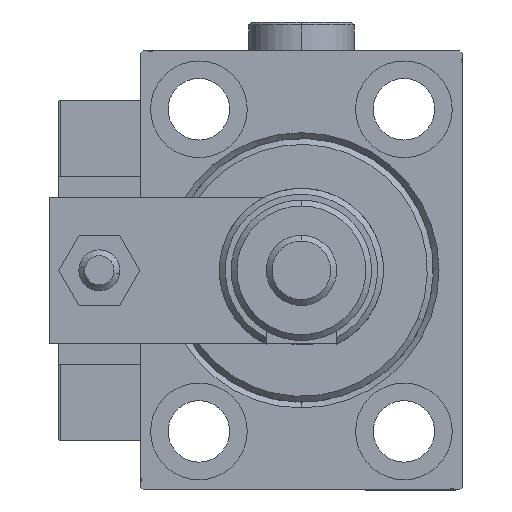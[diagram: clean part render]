
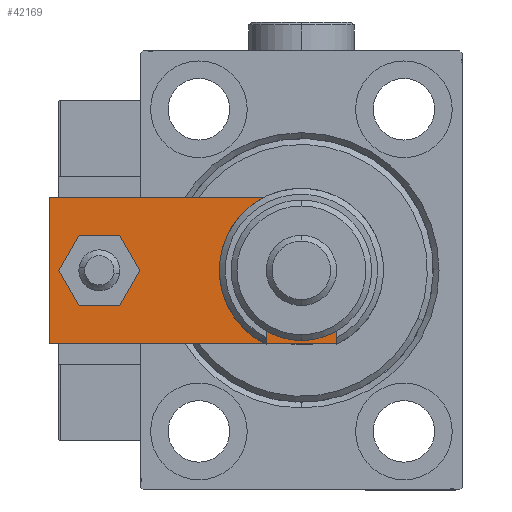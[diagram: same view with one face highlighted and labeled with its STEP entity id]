
A CAD part, left-side view. The second image highlights one B-rep face of the part: STEP entity #42169.
In plain terms, the highlighted face is planar.
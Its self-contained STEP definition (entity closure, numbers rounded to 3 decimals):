
#638 = EDGE_LOOP ( 'NONE', ( #42552, #31524 ) ) ;
#934 = CIRCLE ( 'NONE', #38677, 4. ) ;
#1282 = VECTOR ( 'NONE', #41741, 1000. ) ;
#1944 = DIRECTION ( 'NONE',  ( 0., 0., 1. ) ) ;
#2538 = CIRCLE ( 'NONE', #18360, 8.25 ) ;
#2991 = CARTESIAN_POINT ( 'NONE',  ( -12.5, 5.66, 6. ) ) ;
#3399 = DIRECTION ( 'NONE',  ( 1., 0., 0. ) ) ;
#5491 = ORIENTED_EDGE ( 'NONE', *, *, #37537, .F. ) ;
#5728 = CARTESIAN_POINT ( 'NONE',  ( -12.5, 55., 6. ) ) ;
#6040 = CIRCLE ( 'NONE', #37766, 4. ) ;
#6379 = CARTESIAN_POINT ( 'NONE',  ( 12.5, 0., 6. ) ) ;
#7678 = EDGE_CURVE ( 'NONE', #10388, #22363, #52995, .T. ) ;
#8196 = EDGE_CURVE ( 'NONE', #22363, #29907, #31900, .T. ) ;
#9805 = CARTESIAN_POINT ( 'NONE',  ( 0., 12., 6. ) ) ;
#10033 = CARTESIAN_POINT ( 'NONE',  ( 0., 0., 6. ) ) ;
#10143 = CARTESIAN_POINT ( 'NONE',  ( 6.84, 0., 6. ) ) ;
#10388 = VERTEX_POINT ( 'NONE', #30825 ) ;
#10858 = FACE_BOUND ( 'NONE', #44034, .T. ) ;
#11933 = CARTESIAN_POINT ( 'NONE',  ( 0., 46.5, 6. ) ) ;
#12293 = VECTOR ( 'NONE', #52751, 1000. ) ;
#12434 = CARTESIAN_POINT ( 'NONE',  ( -6.84, 0., 6. ) ) ;
#12904 = CARTESIAN_POINT ( 'NONE',  ( -3.42, -3.42, 6. ) ) ;
#13187 = AXIS2_PLACEMENT_3D ( 'NONE', #10033, #48755, #43268 ) ;
#13435 = EDGE_CURVE ( 'NONE', #29907, #35611, #32953, .T. ) ;
#14016 = EDGE_CURVE ( 'NONE', #20481, #48525, #37777, .T. ) ;
#14374 = DIRECTION ( 'NONE',  ( 0., 1., 0. ) ) ;
#14952 = VECTOR ( 'NONE', #14374, 1000. ) ;
#15907 = CARTESIAN_POINT ( 'NONE',  ( -4., 46.5, 6. ) ) ;
#16904 = ORIENTED_EDGE ( 'NONE', *, *, #14016, .T. ) ;
#17374 = ORIENTED_EDGE ( 'NONE', *, *, #13435, .T. ) ;
#18360 = AXIS2_PLACEMENT_3D ( 'NONE', #9805, #22441, #43045 ) ;
#18836 = FACE_BOUND ( 'NONE', #638, .T. ) ;
#19248 = CIRCLE ( 'NONE', #44640, 8.25 ) ;
#19410 = VERTEX_POINT ( 'NONE', #32423 ) ;
#19904 = DIRECTION ( 'NONE',  ( 0., 0., 1. ) ) ;
#20291 = DIRECTION ( 'NONE',  ( 0., 0., 1. ) ) ;
#20481 = VERTEX_POINT ( 'NONE', #10143 ) ;
#20730 = EDGE_CURVE ( 'NONE', #19410, #50190, #19248, .T. ) ;
#21291 = DIRECTION ( 'NONE',  ( 0.707, 0.707, 0. ) ) ;
#22363 = VERTEX_POINT ( 'NONE', #5728 ) ;
#22441 = DIRECTION ( 'NONE',  ( 0., 0., 1. ) ) ;
#22535 = VERTEX_POINT ( 'NONE', #15907 ) ;
#23961 = EDGE_CURVE ( 'NONE', #22535, #36788, #6040, .T. ) ;
#25077 = ORIENTED_EDGE ( 'NONE', *, *, #7678, .T. ) ;
#26446 = LINE ( 'NONE', #6379, #14952 ) ;
#28638 = EDGE_LOOP ( 'NONE', ( #34198, #17374, #32603, #16904, #54208, #25077 ) ) ;
#29521 = DIRECTION ( 'NONE',  ( 1., 0., 0. ) ) ;
#29907 = VERTEX_POINT ( 'NONE', #2991 ) ;
#30825 = CARTESIAN_POINT ( 'NONE',  ( 12.5, 55., 6. ) ) ;
#31524 = ORIENTED_EDGE ( 'NONE', *, *, #40473, .F. ) ;
#31900 = LINE ( 'NONE', #44260, #43298 ) ;
#31916 = CARTESIAN_POINT ( 'NONE',  ( 8.25, 12., 6. ) ) ;
#32094 = CARTESIAN_POINT ( 'NONE',  ( 4., 46.5, 6. ) ) ;
#32423 = CARTESIAN_POINT ( 'NONE',  ( -8.25, 12., 6. ) ) ;
#32434 = ORIENTED_EDGE ( 'NONE', *, *, #23961, .F. ) ;
#32603 = ORIENTED_EDGE ( 'NONE', *, *, #41682, .T. ) ;
#32953 = LINE ( 'NONE', #12904, #1282 ) ;
#34198 = ORIENTED_EDGE ( 'NONE', *, *, #8196, .T. ) ;
#35611 = VERTEX_POINT ( 'NONE', #12434 ) ;
#36788 = VERTEX_POINT ( 'NONE', #32094 ) ;
#37537 = EDGE_CURVE ( 'NONE', #36788, #22535, #934, .T. ) ;
#37766 = AXIS2_PLACEMENT_3D ( 'NONE', #11933, #19904, #3399 ) ;
#37777 = LINE ( 'NONE', #53988, #39891 ) ;
#38677 = AXIS2_PLACEMENT_3D ( 'NONE', #42164, #1944, #29521 ) ;
#39891 = VECTOR ( 'NONE', #21291, 1000. ) ;
#39966 = PLANE ( 'NONE',  #13187 ) ;
#40104 = CARTESIAN_POINT ( 'NONE',  ( -12.5, 0., 6. ) ) ;
#40473 = EDGE_CURVE ( 'NONE', #50190, #19410, #2538, .T. ) ;
#41548 = VECTOR ( 'NONE', #44731, 1000. ) ;
#41682 = EDGE_CURVE ( 'NONE', #35611, #20481, #51455, .T. ) ;
#41741 = DIRECTION ( 'NONE',  ( 0.707, -0.707, 0. ) ) ;
#42164 = CARTESIAN_POINT ( 'NONE',  ( 0., 46.5, 6. ) ) ;
#42169 = ADVANCED_FACE ( 'NONE', ( #10858, #48480, #18836 ), #39966, .T. ) ;
#42552 = ORIENTED_EDGE ( 'NONE', *, *, #20730, .F. ) ;
#42668 = EDGE_CURVE ( 'NONE', #48525, #10388, #26446, .T. ) ;
#43045 = DIRECTION ( 'NONE',  ( 1., 0., 0. ) ) ;
#43268 = DIRECTION ( 'NONE',  ( 1., 0., 0. ) ) ;
#43298 = VECTOR ( 'NONE', #43705, 1000. ) ;
#43705 = DIRECTION ( 'NONE',  ( 0., -1., 0. ) ) ;
#44034 = EDGE_LOOP ( 'NONE', ( #32434, #5491 ) ) ;
#44128 = CARTESIAN_POINT ( 'NONE',  ( 12.5, 5.66, 6. ) ) ;
#44260 = CARTESIAN_POINT ( 'NONE',  ( -12.5, 55., 6. ) ) ;
#44640 = AXIS2_PLACEMENT_3D ( 'NONE', #54080, #20291, #49677 ) ;
#44731 = DIRECTION ( 'NONE',  ( -1., 0., 0. ) ) ;
#48480 = FACE_OUTER_BOUND ( 'NONE', #28638, .T. ) ;
#48525 = VERTEX_POINT ( 'NONE', #44128 ) ;
#48755 = DIRECTION ( 'NONE',  ( 0., 0., 1. ) ) ;
#48859 = CARTESIAN_POINT ( 'NONE',  ( 12.5, 55., 6. ) ) ;
#49677 = DIRECTION ( 'NONE',  ( 1., 0., 0. ) ) ;
#50190 = VERTEX_POINT ( 'NONE', #31916 ) ;
#51455 = LINE ( 'NONE', #40104, #12293 ) ;
#52751 = DIRECTION ( 'NONE',  ( 1., 0., 0. ) ) ;
#52995 = LINE ( 'NONE', #48859, #41548 ) ;
#53988 = CARTESIAN_POINT ( 'NONE',  ( 3.42, -3.42, 6. ) ) ;
#54080 = CARTESIAN_POINT ( 'NONE',  ( 0., 12., 6. ) ) ;
#54208 = ORIENTED_EDGE ( 'NONE', *, *, #42668, .T. ) ;
